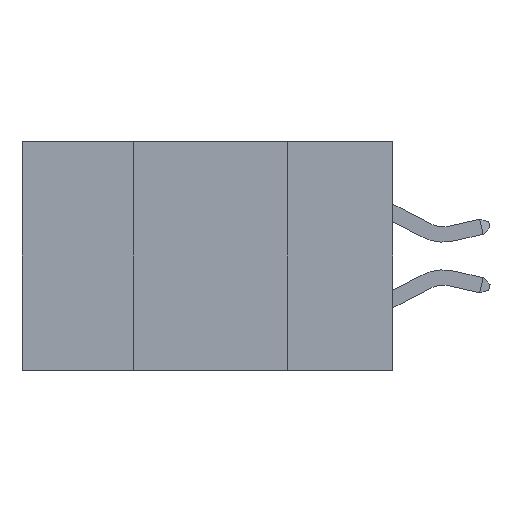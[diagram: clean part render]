
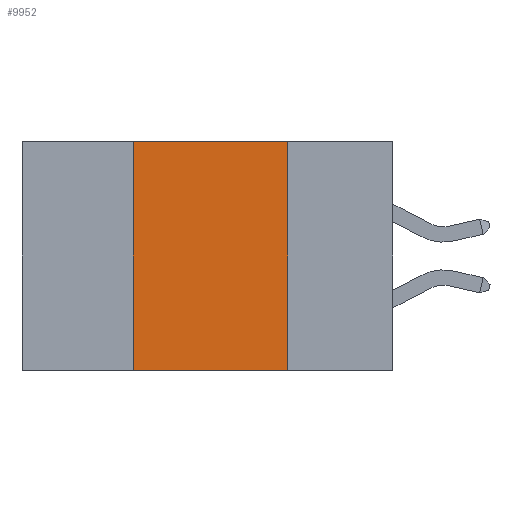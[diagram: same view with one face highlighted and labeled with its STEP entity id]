
A CAD part, left-side view. The second image highlights one B-rep face of the part: STEP entity #9952.
In plain terms, the highlighted planar face has unit normal (-1, 0, 0).
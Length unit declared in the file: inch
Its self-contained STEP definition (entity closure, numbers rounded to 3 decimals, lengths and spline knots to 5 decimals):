
#709 = VECTOR ( 'NONE', #5534, 39.37008 ) ;
#904 = DIRECTION ( 'NONE',  ( 0., -1., 0. ) ) ;
#1538 = DIRECTION ( 'NONE',  ( 0., -1., 0. ) ) ;
#1898 = VECTOR ( 'NONE', #1538, 39.37008 ) ;
#2511 = EDGE_CURVE ( 'NONE', #18909, #6582, #11722, .T. ) ;
#3025 = ORIENTED_EDGE ( 'NONE', *, *, #17009, .F. ) ;
#4453 = FACE_OUTER_BOUND ( 'NONE', #8122, .T. ) ;
#5282 = ORIENTED_EDGE ( 'NONE', *, *, #7229, .F. ) ;
#5534 = DIRECTION ( 'NONE',  ( 0., 0., -1. ) ) ;
#5776 = LINE ( 'NONE', #24560, #709 ) ;
#6562 = CARTESIAN_POINT ( 'NONE',  ( 0., 0.6, 0. ) ) ;
#6582 = VERTEX_POINT ( 'NONE', #11059 ) ;
#7229 = EDGE_CURVE ( 'NONE', #11831, #6582, #5776, .T. ) ;
#7521 = PLANE ( 'NONE',  #8014 ) ;
#7715 = LINE ( 'NONE', #6562, #14289 ) ;
#8014 = AXIS2_PLACEMENT_3D ( 'NONE', #20981, #14540, #20214 ) ;
#8122 = EDGE_LOOP ( 'NONE', ( #5282, #3025, #13837, #23847 ) ) ;
#9032 = EDGE_CURVE ( 'NONE', #18909, #13456, #13997, .T. ) ;
#9952 = ADVANCED_FACE ( 'NONE', ( #4453 ), #7521, .F. ) ;
#11059 = CARTESIAN_POINT ( 'NONE',  ( 0., 0.17, -0.37 ) ) ;
#11722 = LINE ( 'NONE', #24773, #1898 ) ;
#11831 = VERTEX_POINT ( 'NONE', #12705 ) ;
#12705 = CARTESIAN_POINT ( 'NONE',  ( 0., 0.17, 0. ) ) ;
#13456 = VERTEX_POINT ( 'NONE', #16801 ) ;
#13837 = ORIENTED_EDGE ( 'NONE', *, *, #9032, .F. ) ;
#13997 = LINE ( 'NONE', #17266, #23706 ) ;
#14289 = VECTOR ( 'NONE', #904, 39.37008 ) ;
#14540 = DIRECTION ( 'NONE',  ( 1., 0., 0. ) ) ;
#15577 = CARTESIAN_POINT ( 'NONE',  ( 0., 0.42, -0.37 ) ) ;
#16801 = CARTESIAN_POINT ( 'NONE',  ( 0., 0.42, 0. ) ) ;
#17009 = EDGE_CURVE ( 'NONE', #13456, #11831, #7715, .T. ) ;
#17266 = CARTESIAN_POINT ( 'NONE',  ( 0., 0.42, 0. ) ) ;
#18909 = VERTEX_POINT ( 'NONE', #15577 ) ;
#18959 = DIRECTION ( 'NONE',  ( 0., 0., 1. ) ) ;
#20214 = DIRECTION ( 'NONE',  ( 0., 0., -1. ) ) ;
#20981 = CARTESIAN_POINT ( 'NONE',  ( 0., 0.6, 0. ) ) ;
#23706 = VECTOR ( 'NONE', #18959, 39.37008 ) ;
#23847 = ORIENTED_EDGE ( 'NONE', *, *, #2511, .T. ) ;
#24560 = CARTESIAN_POINT ( 'NONE',  ( 0., 0.17, 0. ) ) ;
#24773 = CARTESIAN_POINT ( 'NONE',  ( 0., 0.6, -0.37 ) ) ;
